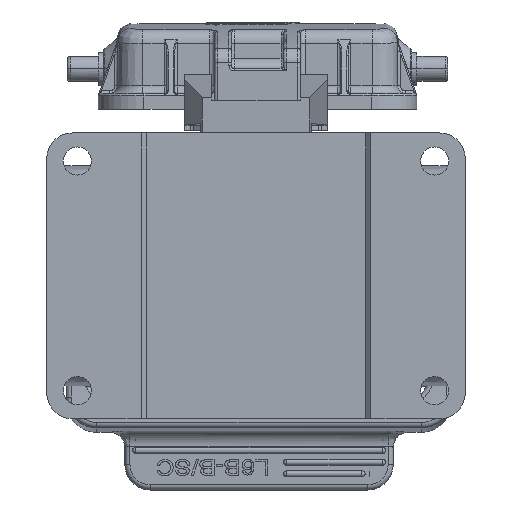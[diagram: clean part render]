
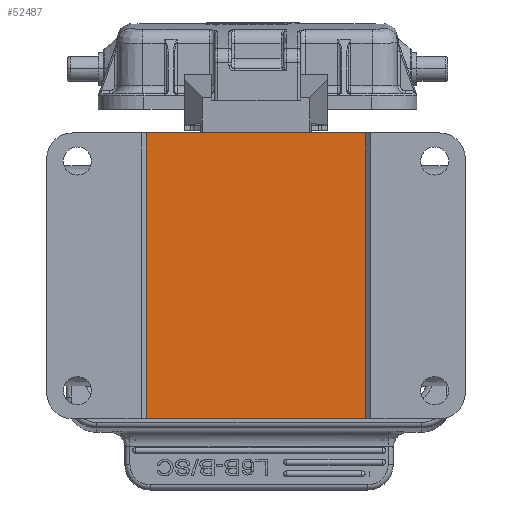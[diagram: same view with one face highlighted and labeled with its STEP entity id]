
A CAD part, front view. The second image highlights one B-rep face of the part: STEP entity #52487.
In plain terms, the highlighted planar face has unit normal (0, -1, 0).
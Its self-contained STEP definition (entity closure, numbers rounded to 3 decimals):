
#33426=DIRECTION('',(-1.,0.,0.));
#33427=VECTOR('',#33426,43.);
#33428=CARTESIAN_POINT('',(21.5,1.,28.));
#33429=LINE('',#33428,#33427);
#33629=DIRECTION('',(1.,0.,0.));
#33630=VECTOR('',#33629,43.);
#33631=CARTESIAN_POINT('',(-21.5,1.,-28.));
#33632=LINE('',#33631,#33630);
#33637=DIRECTION('',(0.,0.,1.));
#33638=VECTOR('',#33637,56.);
#33639=CARTESIAN_POINT('',(-21.5,1.,-28.));
#33640=LINE('',#33639,#33638);
#33641=DIRECTION('',(0.,0.,1.));
#33642=VECTOR('',#33641,56.);
#33643=CARTESIAN_POINT('',(21.5,1.,-28.));
#33644=LINE('',#33643,#33642);
#43146=CARTESIAN_POINT('',(-21.5,1.,28.));
#43147=VERTEX_POINT('',#43146);
#43148=CARTESIAN_POINT('',(-21.5,1.,-28.));
#43149=VERTEX_POINT('',#43148);
#43158=CARTESIAN_POINT('',(21.5,1.,28.));
#43159=VERTEX_POINT('',#43158);
#43227=CARTESIAN_POINT('',(21.5,1.,-28.));
#43228=VERTEX_POINT('',#43227);
#52475=CARTESIAN_POINT('',(0.,1.,0.));
#52476=DIRECTION('',(0.,1.,0.));
#52477=DIRECTION('',(-1.,0.,0.));
#52478=AXIS2_PLACEMENT_3D('',#52475,#52476,#52477);
#52479=PLANE('',#52478);
#52480=ORIENTED_EDGE('',*,*,#52237,.F.);
#52482=ORIENTED_EDGE('',*,*,#52481,.F.);
#52483=ORIENTED_EDGE('',*,*,#52464,.F.);
#52484=ORIENTED_EDGE('',*,*,#52217,.T.);
#52485=EDGE_LOOP('',(#52480,#52482,#52483,#52484));
#52486=FACE_OUTER_BOUND('',#52485,.F.);
#52487=ADVANCED_FACE('',(#52486),#52479,.F.);
#52217=EDGE_CURVE('',#43149,#43147,#33640,.T.);
#52237=EDGE_CURVE('',#43159,#43147,#33429,.T.);
#52464=EDGE_CURVE('',#43149,#43228,#33632,.T.);
#52481=EDGE_CURVE('',#43228,#43159,#33644,.T.);
